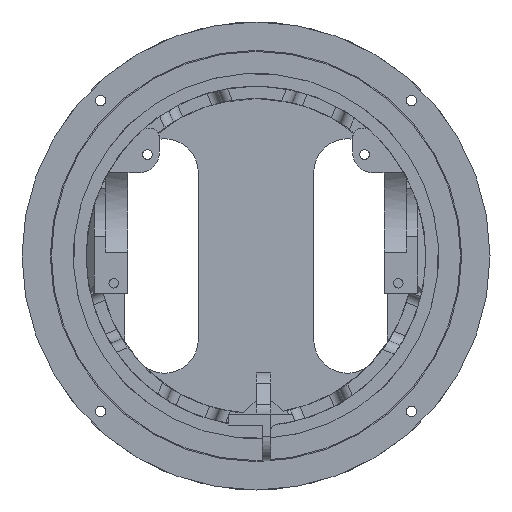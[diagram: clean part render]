
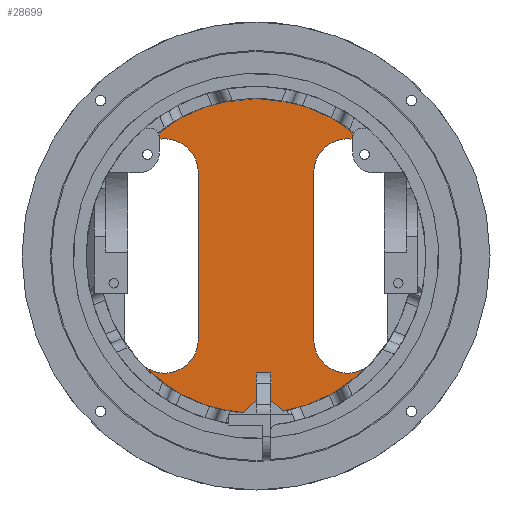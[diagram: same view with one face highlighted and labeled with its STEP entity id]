
A CAD part, front view. The second image highlights one B-rep face of the part: STEP entity #28699.
In plain terms, the highlighted planar face has unit normal (0, -1, 0).
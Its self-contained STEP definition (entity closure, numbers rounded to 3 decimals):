
#1447=PLANE('',#31457);
#2836=FACE_OUTER_BOUND('',#4373,.T.);
#4373=EDGE_LOOP('',(#25026,#25027,#25028,#25029,#25030,#25031,#25032,#25033));
#6469=LINE('',#48860,#8794);
#6475=LINE('',#48875,#8800);
#8794=VECTOR('',#38309,10.);
#8800=VECTOR('',#38323,10.);
#10585=CIRCLE('',#31376,16.);
#10587=CIRCLE('',#31379,75.);
#10601=CIRCLE('',#31408,16.);
#10603=CIRCLE('',#31412,16.);
#10605=CIRCLE('',#31416,16.);
#10618=CIRCLE('',#31438,75.);
#13056=VERTEX_POINT('',#48574);
#13057=VERTEX_POINT('',#48575);
#13060=VERTEX_POINT('',#48583);
#13116=VERTEX_POINT('',#48853);
#13118=VERTEX_POINT('',#48859);
#13120=VERTEX_POINT('',#48865);
#13121=VERTEX_POINT('',#48866);
#13124=VERTEX_POINT('',#48877);
#17109=EDGE_CURVE('',#13056,#13057,#10585,.T.);
#17113=EDGE_CURVE('',#13057,#13060,#10587,.T.);
#17170=EDGE_CURVE('',#13060,#13116,#10601,.T.);
#17173=EDGE_CURVE('',#13118,#13116,#6469,.T.);
#17176=EDGE_CURVE('',#13120,#13121,#10603,.T.);
#17181=EDGE_CURVE('',#13056,#13121,#6475,.T.);
#17182=EDGE_CURVE('',#13118,#13124,#10605,.T.);
#17224=EDGE_CURVE('',#13124,#13120,#10618,.T.);
#25026=ORIENTED_EDGE('',*,*,#17113,.F.);
#25027=ORIENTED_EDGE('',*,*,#17109,.F.);
#25028=ORIENTED_EDGE('',*,*,#17181,.T.);
#25029=ORIENTED_EDGE('',*,*,#17176,.F.);
#25030=ORIENTED_EDGE('',*,*,#17224,.F.);
#25031=ORIENTED_EDGE('',*,*,#17182,.F.);
#25032=ORIENTED_EDGE('',*,*,#17173,.T.);
#25033=ORIENTED_EDGE('',*,*,#17170,.F.);
#28699=ADVANCED_FACE('',(#2836),#1447,.F.);
#31376=AXIS2_PLACEMENT_3D('',#48576,#38223,#38224);
#31379=AXIS2_PLACEMENT_3D('',#48584,#38231,#38232);
#31408=AXIS2_PLACEMENT_3D('',#48854,#38302,#38303);
#31412=AXIS2_PLACEMENT_3D('',#48867,#38314,#38315);
#31416=AXIS2_PLACEMENT_3D('',#48878,#38326,#38327);
#31438=AXIS2_PLACEMENT_3D('',#49054,#38381,#38382);
#31457=AXIS2_PLACEMENT_3D('',#49091,#38419,#38420);
#38223=DIRECTION('center_axis',(0.,-1.,0.));
#38224=DIRECTION('ref_axis',(-0.362,0.,-0.932));
#38231=DIRECTION('center_axis',(0.,1.,0.));
#38232=DIRECTION('ref_axis',(-1.,0.,0.009));
#38302=DIRECTION('center_axis',(0.,-1.,0.));
#38303=DIRECTION('ref_axis',(0.362,0.,-0.932));
#38309=DIRECTION('',(0.,0.,-1.));
#38314=DIRECTION('center_axis',(0.,-1.,0.));
#38315=DIRECTION('ref_axis',(-0.362,0.,0.932));
#38323=DIRECTION('',(0.,0.,1.));
#38326=DIRECTION('center_axis',(0.,-1.,0.));
#38327=DIRECTION('ref_axis',(0.362,0.,0.932));
#38381=DIRECTION('center_axis',(0.,1.,0.));
#38382=DIRECTION('ref_axis',(-1.,0.,0.009));
#38419=DIRECTION('center_axis',(0.,1.,0.));
#38420=DIRECTION('ref_axis',(-1.,0.,0.));
#48574=CARTESIAN_POINT('',(27.5,0.,-39.859));
#48575=CARTESIAN_POINT('',(55.297,0.,-50.668));
#48576=CARTESIAN_POINT('Origin',(43.5,0.,-39.859));
#48583=CARTESIAN_POINT('',(-55.297,0.,-50.668));
#48584=CARTESIAN_POINT('Origin',(0.,0.,0.));
#48853=CARTESIAN_POINT('',(-27.5,0.,-39.859));
#48854=CARTESIAN_POINT('Origin',(-43.5,0.,-39.859));
#48859=CARTESIAN_POINT('',(-27.5,0.,39.859));
#48860=CARTESIAN_POINT('',(-27.5,0.,-74.61));
#48865=CARTESIAN_POINT('',(55.297,0.,50.668));
#48866=CARTESIAN_POINT('',(27.5,0.,39.859));
#48867=CARTESIAN_POINT('Origin',(43.5,0.,39.859));
#48875=CARTESIAN_POINT('',(27.5,0.,77.759));
#48877=CARTESIAN_POINT('',(-55.297,0.,50.668));
#48878=CARTESIAN_POINT('Origin',(-43.5,0.,39.859));
#49054=CARTESIAN_POINT('Origin',(0.,0.,0.));
#49091=CARTESIAN_POINT('Origin',(0.,0.,0.));
